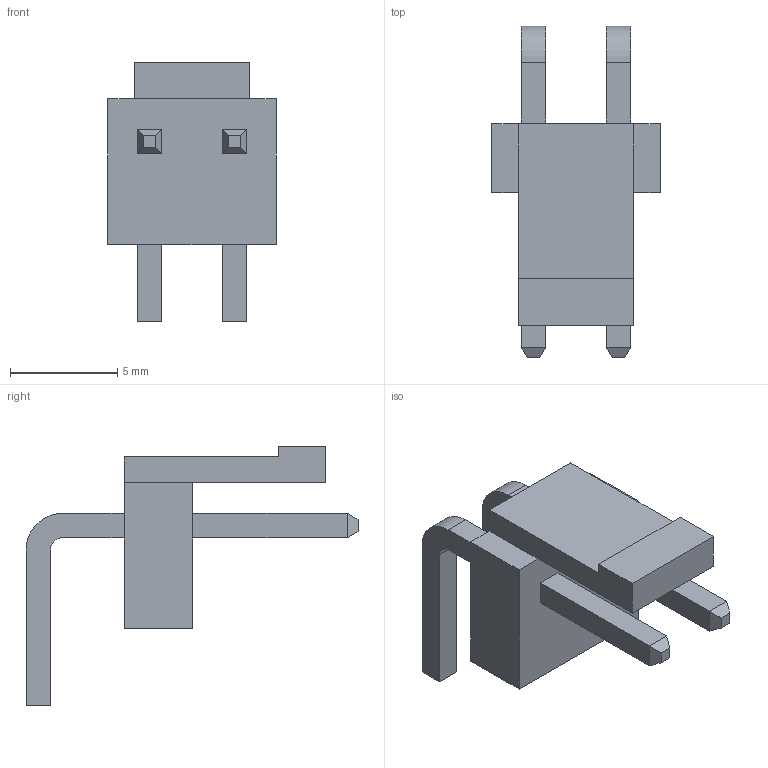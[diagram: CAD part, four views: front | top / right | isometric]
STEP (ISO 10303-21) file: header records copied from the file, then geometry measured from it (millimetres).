
FILE_DESCRIPTION(/* description */ (' ','CAx-IF Rec.Pracs.---Representation and Presentation of Product Manufacturing Information (PMI)---4.0---2014-10-13'),/* implementation_level */ '2;1');
FILE_NAME(/* name */ 'B2PS-VH.step',/* time_stamp */ '2024-10-28T00:02:15+08:00',/* author */ (''),/* organization */ (''),/* preprocessor_version */ 'ST-DEVELOPER v20',/* originating_system */ 'Autodesk Translation Framework v13.20.0.188',/* authorisation */ '');
FILE_SCHEMA (('AP242_MANAGED_MODEL_BASED_3D_ENGINEERING_MIM_LF { 1 0 10303 442 1 1 4 }'));
Length unit declared in the file: millimetre
Products named in the file (2): B2PS-VH; Component1
Assembly tree (1 placements, depth 2):
  B2PS-VH
    Component1
Bounding box: 7.86 x 15.47 x 12.1 mm (x, y, z)
Volume: 287.8 mm3; surface area: 486.4 mm2
Topology: 1 solids, 1 shells, 50 faces, 122 edges, 78 vertices
Faces by surface type: plane 46, cylinder 4
Entity records: 1558 total; most frequent: CARTESIAN_POINT 253, ORIENTED_EDGE 244, DIRECTION 236, EDGE_CURVE 122, LINE 114, VECTOR 114, VERTEX_POINT 78, AXIS2_PLACEMENT_3D 61
